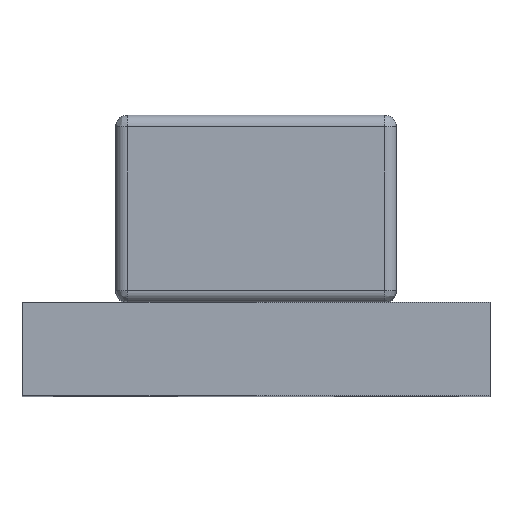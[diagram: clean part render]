
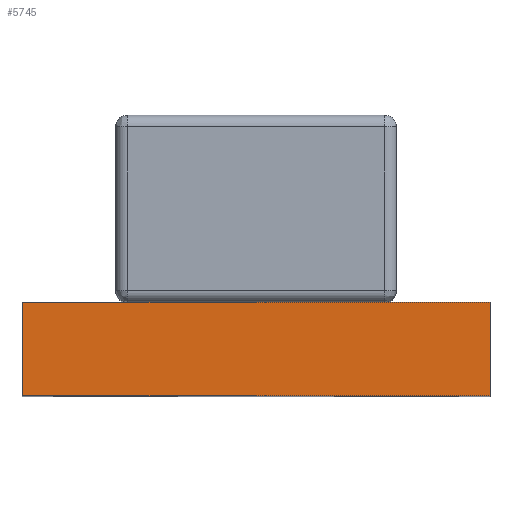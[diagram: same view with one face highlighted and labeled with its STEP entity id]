
A CAD part, top view. The second image highlights one B-rep face of the part: STEP entity #5745.
In plain terms, the highlighted planar face has unit normal (0, 0, 1).
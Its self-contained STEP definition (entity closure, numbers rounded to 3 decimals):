
#52 = LINE ( 'NONE', #915, #4937 ) ;
#79 = CARTESIAN_POINT ( 'NONE',  ( 0., 0.4, 1.3 ) ) ;
#187 = DIRECTION ( 'NONE',  ( -1., 0., 0. ) ) ;
#466 = VERTEX_POINT ( 'NONE', #2762 ) ;
#682 = CARTESIAN_POINT ( 'NONE',  ( -1., 0.4, 1.3 ) ) ;
#703 = CARTESIAN_POINT ( 'NONE',  ( 1., 0.4, 1.3 ) ) ;
#915 = CARTESIAN_POINT ( 'NONE',  ( 1., 0.4, 1.3 ) ) ;
#1209 = DIRECTION ( 'NONE',  ( 0., 1., 0. ) ) ;
#1224 = CARTESIAN_POINT ( 'NONE',  ( 1., 0., 1.3 ) ) ;
#1241 = VECTOR ( 'NONE', #4347, 1000. ) ;
#1437 = DIRECTION ( 'NONE',  ( 0., 1., 0. ) ) ;
#1495 = LINE ( 'NONE', #79, #1241 ) ;
#2040 = AXIS2_PLACEMENT_3D ( 'NONE', #703, #2575, #187 ) ;
#2120 = VECTOR ( 'NONE', #4049, 1000. ) ;
#2144 = CARTESIAN_POINT ( 'NONE',  ( 1., 0.4, 1.3 ) ) ;
#2254 = CARTESIAN_POINT ( 'NONE',  ( 1., 0., 1.3 ) ) ;
#2417 = CARTESIAN_POINT ( 'NONE',  ( -1., 0., 1.3 ) ) ;
#2459 = LINE ( 'NONE', #682, #4503 ) ;
#2575 = DIRECTION ( 'NONE',  ( 0., 0., -1. ) ) ;
#2762 = CARTESIAN_POINT ( 'NONE',  ( -1., 0.4, 1.3 ) ) ;
#3103 = PLANE ( 'NONE',  #2040 ) ;
#3226 = VERTEX_POINT ( 'NONE', #2254 ) ;
#3593 = LINE ( 'NONE', #1224, #2120 ) ;
#3710 = EDGE_CURVE ( 'NONE', #3226, #4330, #3593, .T. ) ;
#4049 = DIRECTION ( 'NONE',  ( -1., 0., 0. ) ) ;
#4264 = ORIENTED_EDGE ( 'NONE', *, *, #4866, .T. ) ;
#4330 = VERTEX_POINT ( 'NONE', #2417 ) ;
#4339 = ORIENTED_EDGE ( 'NONE', *, *, #5533, .F. ) ;
#4347 = DIRECTION ( 'NONE',  ( 1., 0., 0. ) ) ;
#4483 = FACE_OUTER_BOUND ( 'NONE', #5397, .T. ) ;
#4503 = VECTOR ( 'NONE', #1209, 1000. ) ;
#4543 = ORIENTED_EDGE ( 'NONE', *, *, #5479, .F. ) ;
#4866 = EDGE_CURVE ( 'NONE', #3226, #5911, #52, .T. ) ;
#4937 = VECTOR ( 'NONE', #1437, 1000. ) ;
#5397 = EDGE_LOOP ( 'NONE', ( #4264, #4339, #4543, #5513 ) ) ;
#5479 = EDGE_CURVE ( 'NONE', #4330, #466, #2459, .T. ) ;
#5513 = ORIENTED_EDGE ( 'NONE', *, *, #3710, .F. ) ;
#5533 = EDGE_CURVE ( 'NONE', #466, #5911, #1495, .T. ) ;
#5745 = ADVANCED_FACE ( 'NONE', ( #4483 ), #3103, .F. ) ;
#5911 = VERTEX_POINT ( 'NONE', #2144 ) ;
